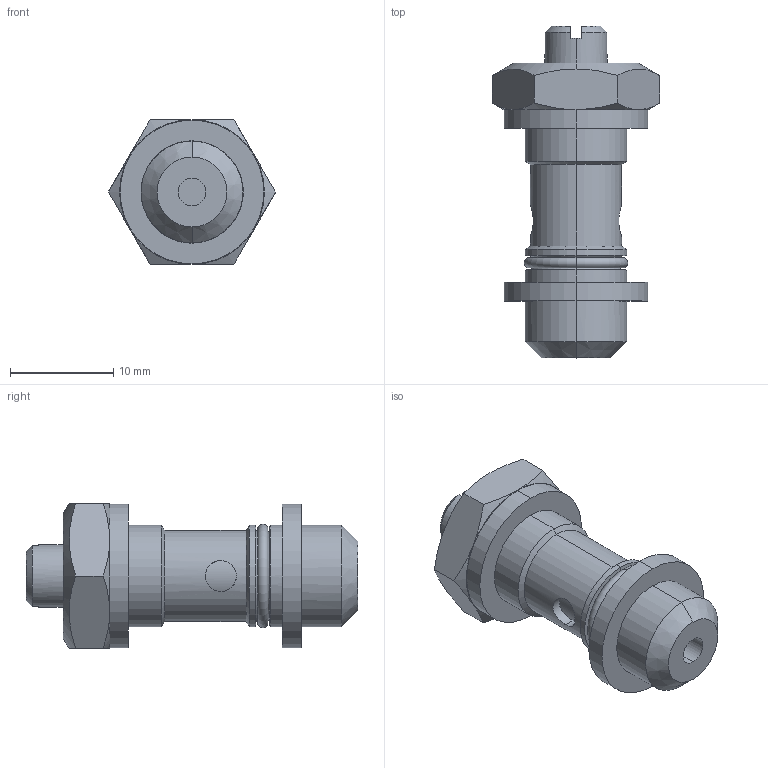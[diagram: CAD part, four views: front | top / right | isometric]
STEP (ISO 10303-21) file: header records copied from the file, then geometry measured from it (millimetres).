
FILE_DESCRIPTION (( 'STEP AP203' ), '1' );
FILE_NAME ('04050B01.STEP', '2010-03-25T09:52:50', ( '' ), ( 'sopra-pneumatic' ), 'SwSTEP 2.0', 'SolidWorks 2009', '' );
FILE_SCHEMA (( 'CONFIG_CONTROL_DESIGN' ));
Length unit declared in the file: millimetre
Products named in the file (1): 04050B01
Bounding box: 16.17 x 32.09 x 14 mm (x, y, z)
Volume: 2688.8 mm3; surface area: 1871.2 mm2
Topology: 1 solids, 1 shells, 84 faces, 196 edges, 120 vertices
Faces by surface type: cylinder 30, plane 28, cone 20, torus 6
Entity records: 2749 total; most frequent: CARTESIAN_POINT 759, DIRECTION 408, ORIENTED_EDGE 392, EDGE_CURVE 196, AXIS2_PLACEMENT_3D 165, VERTEX_POINT 120, EDGE_LOOP 96, FACE_OUTER_BOUND 84
